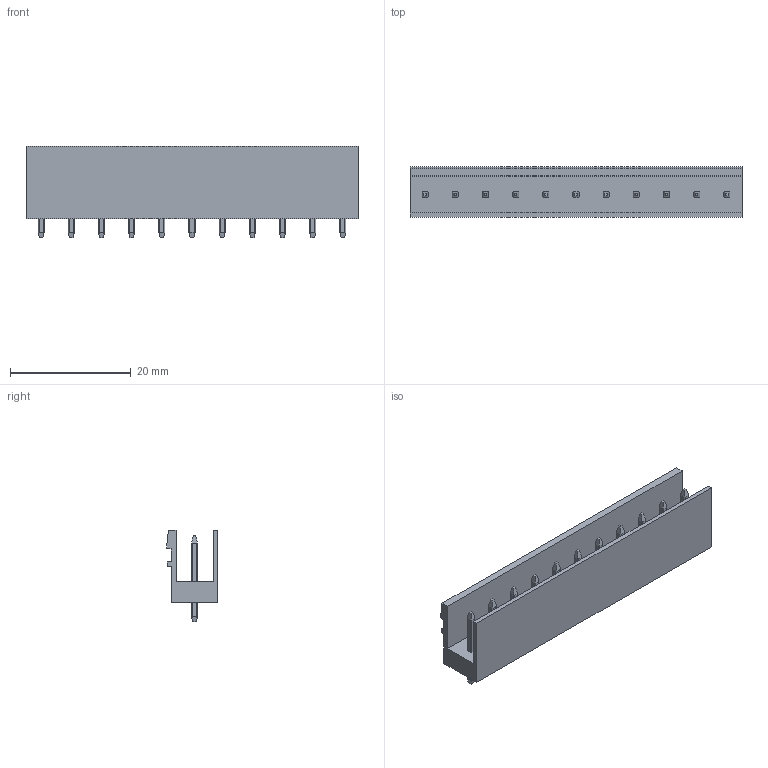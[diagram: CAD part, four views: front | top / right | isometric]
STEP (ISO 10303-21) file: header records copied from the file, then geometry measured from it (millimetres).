
FILE_DESCRIPTION(('CATIA V5 STEP Exchange','CAx-IF Rec.Pracs.--- Model Styling and Organization---1.2---2011-12-15'),'2;1');
FILE_NAME ('D1452945_0_1581410000_1581410000.stp','2018-10-12T07:48:05+00:00',('none'),('Weidmueller'),'CATIA Version 5-6 Release 2014','CATIA V5 STEP AP214','none');
FILE_SCHEMA(('AUTOMOTIVE_DESIGN { 1 0 10303 214 1 1 1 1 }'));
Length unit declared in the file: millimetre
Products named in the file (1): 1581410000
Bounding box: 55 x 8.43 x 15.2 mm (x, y, z)
Volume: 2421.2 mm3; surface area: 3994.4 mm2
Topology: 12 solids, 12 shells, 305 faces, 843 edges, 562 vertices
Faces by surface type: plane 215, cylinder 90
Entity records: 9184 total; most frequent: CARTESIAN_POINT 2248, ORIENTED_EDGE 1686, DIRECTION 987, EDGE_CURVE 843, VECTOR 575, LINE 575, VERTEX_POINT 562, EDGE_LOOP 327
